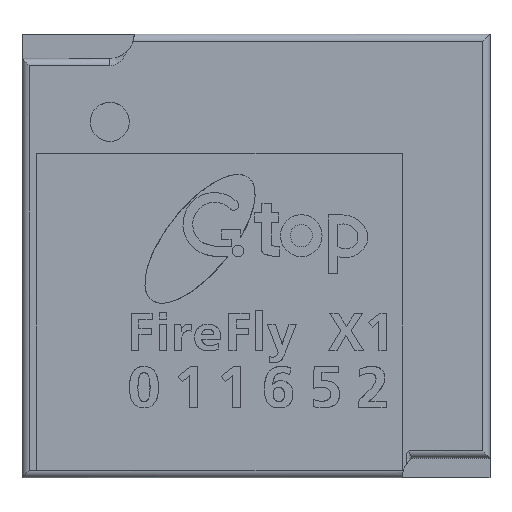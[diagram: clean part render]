
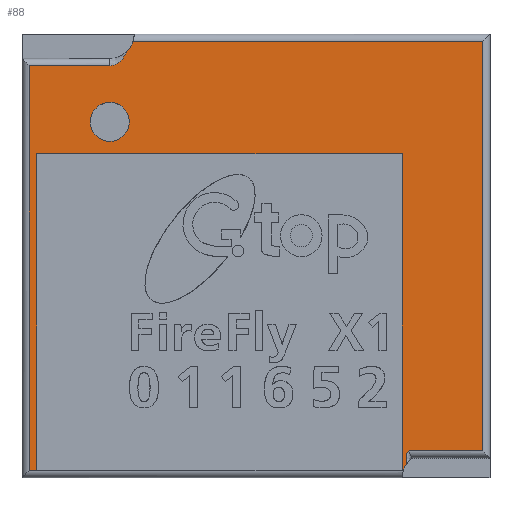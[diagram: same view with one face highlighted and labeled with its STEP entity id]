
A CAD part, top view. The second image highlights one B-rep face of the part: STEP entity #88.
In plain terms, the highlighted planar face has unit normal (0, 0, 1).
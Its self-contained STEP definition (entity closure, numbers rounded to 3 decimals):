
#22 = VERTEX_POINT('',#23);
#23 = CARTESIAN_POINT('',(-4.5,2.1,2.2));
#40 = VERTEX_POINT('',#41);
#41 = CARTESIAN_POINT('',(3.,2.1,2.2));
#47 = EDGE_CURVE('',#22,#40,#48,.T.);
#48 = LINE('',#49,#50);
#49 = CARTESIAN_POINT('',(-4.5,2.1,2.2));
#50 = VECTOR('',#51,1.);
#51 = DIRECTION('',(1.,0.,0.));
#62 = VERTEX_POINT('',#63);
#63 = CARTESIAN_POINT('',(-4.5,-4.4,2.2));
#78 = EDGE_CURVE('',#62,#22,#79,.T.);
#79 = LINE('',#80,#81);
#80 = CARTESIAN_POINT('',(-4.5,-4.4,2.2));
#81 = VECTOR('',#82,1.);
#82 = DIRECTION('',(0.,1.,0.));
#88 = ADVANCED_FACE('',(#89,#278),#289,.F.);
#89 = FACE_BOUND('',#90,.F.);
#90 = EDGE_LOOP('',(#91,#101,#109,#126,#135,#144,#152,#160,#168,#199,
    #207,#238,#247,#256,#264,#270,#271,#272));
#91 = ORIENTED_EDGE('',*,*,#92,.F.);
#92 = EDGE_CURVE('',#93,#95,#97,.T.);
#93 = VERTEX_POINT('',#94);
#94 = CARTESIAN_POINT('',(-4.65,3.9,2.2));
#95 = VERTEX_POINT('',#96);
#96 = CARTESIAN_POINT('',(-4.65,-4.4,2.2));
#97 = LINE('',#98,#99);
#98 = CARTESIAN_POINT('',(-4.65,4.05,2.2));
#99 = VECTOR('',#100,1.);
#100 = DIRECTION('',(0.,-1.,0.));
#101 = ORIENTED_EDGE('',*,*,#102,.T.);
#102 = EDGE_CURVE('',#93,#103,#105,.T.);
#103 = VERTEX_POINT('',#104);
#104 = CARTESIAN_POINT('',(-3.,3.9,2.2));
#105 = LINE('',#106,#107);
#106 = CARTESIAN_POINT('',(-4.8,3.9,2.2));
#107 = VECTOR('',#108,1.);
#108 = DIRECTION('',(1.,0.,0.));
#109 = ORIENTED_EDGE('',*,*,#110,.T.);
#110 = EDGE_CURVE('',#103,#111,#113,.T.);
#111 = VERTEX_POINT('',#112);
#112 = CARTESIAN_POINT('',(-2.651,4.192,2.2));
#113 = ( BOUNDED_CURVE() B_SPLINE_CURVE(6,(#114,#115,#116,#117,#118,#119
    ,#120,#121,#122,#123,#124,#125),.UNSPECIFIED.,.F.,.F.) 
B_SPLINE_CURVE_WITH_KNOTS((7,5,7),(1.8,2.182,2.205),
.UNSPECIFIED.) CURVE() GEOMETRIC_REPRESENTATION_ITEM() 
RATIONAL_B_SPLINE_CURVE((1.,1.,1.,1.,1.,1.,1.,1.,1.,1.,1.,1.)) 
REPRESENTATION_ITEM('') );
#114 = CARTESIAN_POINT('',(-3.,3.9,2.2));
#115 = CARTESIAN_POINT('',(-2.916,3.902,2.2));
#116 = CARTESIAN_POINT('',(-2.833,3.934,2.2));
#117 = CARTESIAN_POINT('',(-2.765,3.991,2.2));
#118 = CARTESIAN_POINT('',(-2.713,4.059,2.2));
#119 = CARTESIAN_POINT('',(-2.676,4.132,2.2));
#120 = CARTESIAN_POINT('',(-2.645,4.207,2.2));
#121 = CARTESIAN_POINT('',(-2.643,4.211,2.2));
#122 = CARTESIAN_POINT('',(-2.642,4.215,2.2));
#123 = CARTESIAN_POINT('',(-2.64,4.22,2.2));
#124 = CARTESIAN_POINT('',(-2.638,4.224,2.2));
#125 = CARTESIAN_POINT('',(-2.636,4.228,2.2));
#126 = ORIENTED_EDGE('',*,*,#127,.T.);
#127 = EDGE_CURVE('',#111,#128,#130,.T.);
#128 = VERTEX_POINT('',#129);
#129 = CARTESIAN_POINT('',(-2.65,4.193,2.2));
#130 = CIRCLE('',#131,0.5);
#131 = AXIS2_PLACEMENT_3D('',#132,#133,#134);
#132 = CARTESIAN_POINT('',(-3.,4.55,2.2));
#133 = DIRECTION('',(0.,0.,1.));
#134 = DIRECTION('',(1.,0.,0.));
#135 = ORIENTED_EDGE('',*,*,#136,.T.);
#136 = EDGE_CURVE('',#128,#137,#139,.T.);
#137 = VERTEX_POINT('',#138);
#138 = CARTESIAN_POINT('',(-2.523,4.4,2.2));
#139 = CIRCLE('',#140,0.5);
#140 = AXIS2_PLACEMENT_3D('',#141,#142,#143);
#141 = CARTESIAN_POINT('',(-3.,4.55,2.2));
#142 = DIRECTION('',(0.,0.,1.));
#143 = DIRECTION('',(1.,0.,0.));
#144 = ORIENTED_EDGE('',*,*,#145,.F.);
#145 = EDGE_CURVE('',#146,#137,#148,.T.);
#146 = VERTEX_POINT('',#147);
#147 = CARTESIAN_POINT('',(4.65,4.4,2.2));
#148 = LINE('',#149,#150);
#149 = CARTESIAN_POINT('',(4.8,4.4,2.2));
#150 = VECTOR('',#151,1.);
#151 = DIRECTION('',(-1.,0.,0.));
#152 = ORIENTED_EDGE('',*,*,#153,.F.);
#153 = EDGE_CURVE('',#154,#146,#156,.T.);
#154 = VERTEX_POINT('',#155);
#155 = CARTESIAN_POINT('',(4.65,-4.,2.2));
#156 = LINE('',#157,#158);
#157 = CARTESIAN_POINT('',(4.65,-4.15,2.2));
#158 = VECTOR('',#159,1.);
#159 = DIRECTION('',(0.,1.,0.));
#160 = ORIENTED_EDGE('',*,*,#161,.T.);
#161 = EDGE_CURVE('',#154,#162,#164,.T.);
#162 = VERTEX_POINT('',#163);
#163 = CARTESIAN_POINT('',(3.141,-4.,2.2));
#164 = LINE('',#165,#166);
#165 = CARTESIAN_POINT('',(4.8,-4.,2.2));
#166 = VECTOR('',#167,1.);
#167 = DIRECTION('',(-1.,0.,0.));
#168 = ORIENTED_EDGE('',*,*,#169,.T.);
#169 = EDGE_CURVE('',#162,#170,#172,.T.);
#170 = VERTEX_POINT('',#171);
#171 = CARTESIAN_POINT('',(3.095,-4.047,2.2));
#172 = ( BOUNDED_CURVE() B_SPLINE_CURVE(7,(#173,#174,#175,#176,#177,#178
    ,#179,#180,#181,#182,#183,#184,#185,#186,#187,#188,#189,#190,#191,
    #192,#193,#194,#195,#196,#197,#198),.UNSPECIFIED.,.F.,.F.) 
B_SPLINE_CURVE_WITH_KNOTS((8,6,6,6,8),(-0.087,
    -0.084,0.,0.168,0.177),
.UNSPECIFIED.) CURVE() GEOMETRIC_REPRESENTATION_ITEM() 
RATIONAL_B_SPLINE_CURVE((1.,1.,1.,1.,1.,1.,1.,1.,1.,1.,1.,1.,1.,1.,1.,1.
,1.,1.,1.,1.,1.,1.,1.,1.,1.,1.)) REPRESENTATION_ITEM('') );
#173 = CARTESIAN_POINT('',(3.191,-3.97,2.2));
#174 = CARTESIAN_POINT('',(3.191,-3.971,2.2));
#175 = CARTESIAN_POINT('',(3.19,-3.971,2.2));
#176 = CARTESIAN_POINT('',(3.19,-3.971,2.2));
#177 = CARTESIAN_POINT('',(3.189,-3.972,2.2));
#178 = CARTESIAN_POINT('',(3.189,-3.972,2.2));
#179 = CARTESIAN_POINT('',(3.188,-3.972,2.2));
#180 = CARTESIAN_POINT('',(3.174,-3.981,2.2));
#181 = CARTESIAN_POINT('',(3.161,-3.988,2.2));
#182 = CARTESIAN_POINT('',(3.147,-3.995,2.2));
#183 = CARTESIAN_POINT('',(3.133,-4.003,2.2));
#184 = CARTESIAN_POINT('',(3.12,-4.013,2.2));
#185 = CARTESIAN_POINT('',(3.109,-4.024,2.2));
#186 = CARTESIAN_POINT('',(3.083,-4.065,2.2));
#187 = CARTESIAN_POINT('',(3.076,-4.103,2.2));
#188 = CARTESIAN_POINT('',(3.078,-4.144,2.2));
#189 = CARTESIAN_POINT('',(3.085,-4.186,2.2));
#190 = CARTESIAN_POINT('',(3.094,-4.223,2.2));
#191 = CARTESIAN_POINT('',(3.099,-4.255,2.2));
#192 = CARTESIAN_POINT('',(3.095,-4.281,2.2));
#193 = CARTESIAN_POINT('',(3.095,-4.283,2.2));
#194 = CARTESIAN_POINT('',(3.095,-4.284,2.2));
#195 = CARTESIAN_POINT('',(3.094,-4.286,2.2));
#196 = CARTESIAN_POINT('',(3.094,-4.287,2.2));
#197 = CARTESIAN_POINT('',(3.094,-4.289,2.2));
#198 = CARTESIAN_POINT('',(3.094,-4.29,2.2));
#199 = ORIENTED_EDGE('',*,*,#200,.F.);
#200 = EDGE_CURVE('',#201,#170,#203,.T.);
#201 = VERTEX_POINT('',#202);
#202 = CARTESIAN_POINT('',(3.095,-4.247,2.2));
#203 = LINE('',#204,#205);
#204 = CARTESIAN_POINT('',(3.095,0.025,2.2));
#205 = VECTOR('',#206,1.);
#206 = DIRECTION('',(0.,1.,0.));
#207 = ORIENTED_EDGE('',*,*,#208,.T.);
#208 = EDGE_CURVE('',#201,#209,#211,.T.);
#209 = VERTEX_POINT('',#210);
#210 = CARTESIAN_POINT('',(3.096,-4.256,2.2));
#211 = ( BOUNDED_CURVE() B_SPLINE_CURVE(7,(#212,#213,#214,#215,#216,#217
    ,#218,#219,#220,#221,#222,#223,#224,#225,#226,#227,#228,#229,#230,
    #231,#232,#233,#234,#235,#236,#237),.UNSPECIFIED.,.F.,.F.) 
B_SPLINE_CURVE_WITH_KNOTS((8,6,6,6,8),(-0.087,
    -0.084,0.,0.168,0.177),
.UNSPECIFIED.) CURVE() GEOMETRIC_REPRESENTATION_ITEM() 
RATIONAL_B_SPLINE_CURVE((1.,1.,1.,1.,1.,1.,1.,1.,1.,1.,1.,1.,1.,1.,1.,1.
,1.,1.,1.,1.,1.,1.,1.,1.,1.,1.)) REPRESENTATION_ITEM('') );
#212 = CARTESIAN_POINT('',(3.191,-3.97,2.2));
#213 = CARTESIAN_POINT('',(3.191,-3.971,2.2));
#214 = CARTESIAN_POINT('',(3.19,-3.971,2.2));
#215 = CARTESIAN_POINT('',(3.19,-3.971,2.2));
#216 = CARTESIAN_POINT('',(3.189,-3.972,2.2));
#217 = CARTESIAN_POINT('',(3.189,-3.972,2.2));
#218 = CARTESIAN_POINT('',(3.188,-3.972,2.2));
#219 = CARTESIAN_POINT('',(3.174,-3.981,2.2));
#220 = CARTESIAN_POINT('',(3.161,-3.988,2.2));
#221 = CARTESIAN_POINT('',(3.147,-3.995,2.2));
#222 = CARTESIAN_POINT('',(3.133,-4.003,2.2));
#223 = CARTESIAN_POINT('',(3.12,-4.013,2.2));
#224 = CARTESIAN_POINT('',(3.109,-4.024,2.2));
#225 = CARTESIAN_POINT('',(3.083,-4.065,2.2));
#226 = CARTESIAN_POINT('',(3.076,-4.103,2.2));
#227 = CARTESIAN_POINT('',(3.078,-4.144,2.2));
#228 = CARTESIAN_POINT('',(3.085,-4.186,2.2));
#229 = CARTESIAN_POINT('',(3.094,-4.223,2.2));
#230 = CARTESIAN_POINT('',(3.099,-4.255,2.2));
#231 = CARTESIAN_POINT('',(3.095,-4.281,2.2));
#232 = CARTESIAN_POINT('',(3.095,-4.283,2.2));
#233 = CARTESIAN_POINT('',(3.095,-4.284,2.2));
#234 = CARTESIAN_POINT('',(3.094,-4.286,2.2));
#235 = CARTESIAN_POINT('',(3.094,-4.287,2.2));
#236 = CARTESIAN_POINT('',(3.094,-4.289,2.2));
#237 = CARTESIAN_POINT('',(3.094,-4.29,2.2));
#238 = ORIENTED_EDGE('',*,*,#239,.T.);
#239 = EDGE_CURVE('',#209,#240,#242,.T.);
#240 = VERTEX_POINT('',#241);
#241 = CARTESIAN_POINT('',(3.095,-4.256,2.2));
#242 = CIRCLE('',#243,0.5);
#243 = AXIS2_PLACEMENT_3D('',#244,#245,#246);
#244 = CARTESIAN_POINT('',(3.5,-4.55,2.2));
#245 = DIRECTION('',(0.,0.,1.));
#246 = DIRECTION('',(1.,0.,0.));
#247 = ORIENTED_EDGE('',*,*,#248,.T.);
#248 = EDGE_CURVE('',#240,#249,#251,.T.);
#249 = VERTEX_POINT('',#250);
#250 = CARTESIAN_POINT('',(3.023,-4.4,2.2));
#251 = CIRCLE('',#252,0.5);
#252 = AXIS2_PLACEMENT_3D('',#253,#254,#255);
#253 = CARTESIAN_POINT('',(3.5,-4.55,2.2));
#254 = DIRECTION('',(0.,0.,1.));
#255 = DIRECTION('',(1.,0.,0.));
#256 = ORIENTED_EDGE('',*,*,#257,.F.);
#257 = EDGE_CURVE('',#258,#249,#260,.T.);
#258 = VERTEX_POINT('',#259);
#259 = CARTESIAN_POINT('',(3.,-4.4,2.2));
#260 = LINE('',#261,#262);
#261 = CARTESIAN_POINT('',(-4.8,-4.4,2.2));
#262 = VECTOR('',#263,1.);
#263 = DIRECTION('',(1.,0.,0.));
#264 = ORIENTED_EDGE('',*,*,#265,.F.);
#265 = EDGE_CURVE('',#40,#258,#266,.T.);
#266 = LINE('',#267,#268);
#267 = CARTESIAN_POINT('',(3.,2.1,2.2));
#268 = VECTOR('',#269,1.);
#269 = DIRECTION('',(0.,-1.,0.));
#270 = ORIENTED_EDGE('',*,*,#47,.F.);
#271 = ORIENTED_EDGE('',*,*,#78,.F.);
#272 = ORIENTED_EDGE('',*,*,#273,.F.);
#273 = EDGE_CURVE('',#95,#62,#274,.T.);
#274 = LINE('',#275,#276);
#275 = CARTESIAN_POINT('',(-4.8,-4.4,2.2));
#276 = VECTOR('',#277,1.);
#277 = DIRECTION('',(1.,0.,0.));
#278 = FACE_BOUND('',#279,.F.);
#279 = EDGE_LOOP('',(#280));
#280 = ORIENTED_EDGE('',*,*,#281,.T.);
#281 = EDGE_CURVE('',#282,#282,#284,.T.);
#282 = VERTEX_POINT('',#283);
#283 = CARTESIAN_POINT('',(-2.6,2.75,2.2));
#284 = CIRCLE('',#285,0.4);
#285 = AXIS2_PLACEMENT_3D('',#286,#287,#288);
#286 = CARTESIAN_POINT('',(-3.,2.75,2.2));
#287 = DIRECTION('',(0.,0.,1.));
#288 = DIRECTION('',(1.,0.,0.));
#289 = PLANE('',#290);
#290 = AXIS2_PLACEMENT_3D('',#291,#292,#293);
#291 = CARTESIAN_POINT('',(-3.,4.05,2.2));
#292 = DIRECTION('',(0.,0.,-1.));
#293 = DIRECTION('',(-1.,0.,0.));
